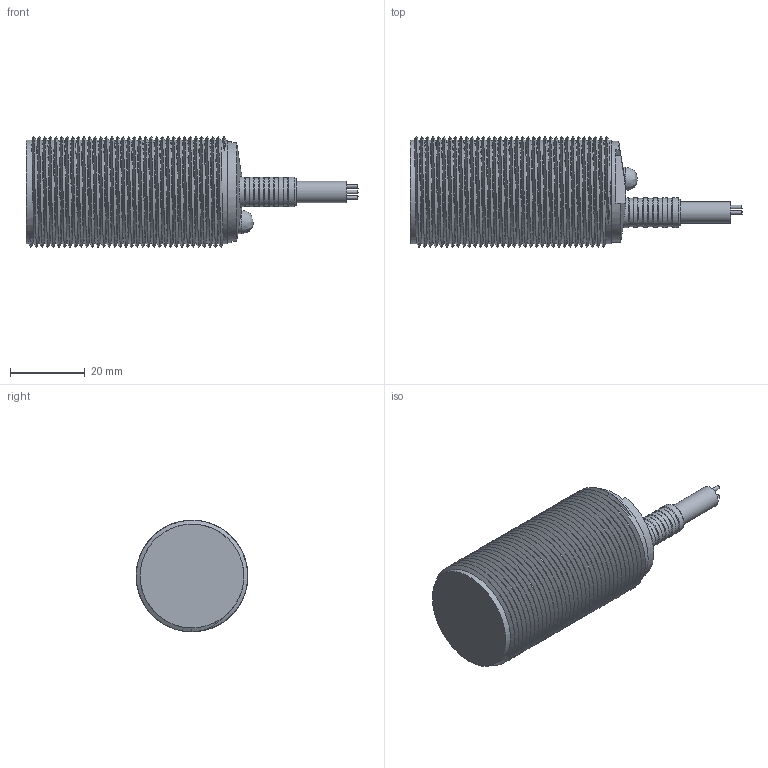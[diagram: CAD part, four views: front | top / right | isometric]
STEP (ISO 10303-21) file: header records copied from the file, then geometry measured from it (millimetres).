
FILE_DESCRIPTION(('FreeCAD Model'),'2;1');
FILE_NAME('FCM1-3010X-X3UX.stp','2021-12-09T09:08:17',( 'Author'),(''),'Open CASCADE STEP processor 7.3','FreeCAD','Unknown' );
FILE_SCHEMA(('AUTOMOTIVE_DESIGN { 1 0 10303 214 1 1 1 1 }'));
Length unit declared in the file: millimetre
Products named in the file (1): FCM1-3010X-X3UX
Bounding box: 89 x 29.9 x 29.9 mm (x, y, z)
Volume: 36390.7 mm3; surface area: 10761.7 mm2
Topology: 1 solids, 1 shells, 88 faces, 219 edges, 138 vertices
Faces by surface type: bspline 88
Entity records: 11009 total; most frequent: CARTESIAN_POINT 7418, ORIENTED_EDGE 436, PCURVE 436, DEFINITIONAL_REPRESENTATION 436, B_SPLINE_CURVE_WITH_KNOTS 398, EDGE_CURVE 218, SURFACE_CURVE 187, VERTEX_POINT 138
